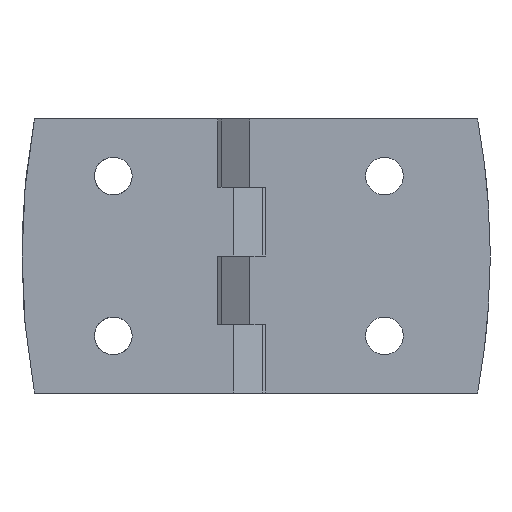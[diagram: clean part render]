
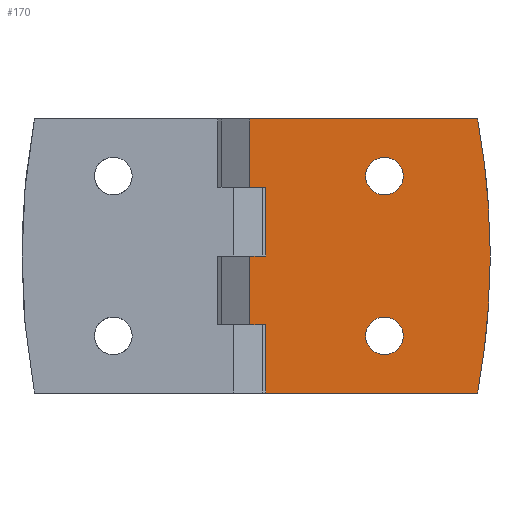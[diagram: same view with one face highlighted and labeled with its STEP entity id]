
A CAD part, front view. The second image highlights one B-rep face of the part: STEP entity #170.
In plain terms, the highlighted planar face has unit normal (0, -1, 0).
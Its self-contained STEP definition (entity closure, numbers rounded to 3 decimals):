
#170 = ADVANCED_FACE( '', ( #336, #337, #338 ), #339, .F. );
#336 = FACE_BOUND( '', #526, .T. );
#337 = FACE_BOUND( '', #527, .T. );
#338 = FACE_OUTER_BOUND( '', #528, .T. );
#339 = PLANE( '', #529 );
#526 = EDGE_LOOP( '', ( #773 ) );
#527 = EDGE_LOOP( '', ( #774 ) );
#528 = EDGE_LOOP( '', ( #775, #776, #777, #778, #779, #780, #781, #782, #783, #784, #785, #786 ) );
#529 = AXIS2_PLACEMENT_3D( '', #787, #788, #789 );
#773 = ORIENTED_EDGE( '', *, *, #1133, .T. );
#774 = ORIENTED_EDGE( '', *, *, #1128, .T. );
#775 = ORIENTED_EDGE( '', *, *, #1134, .T. );
#776 = ORIENTED_EDGE( '', *, *, #1135, .T. );
#777 = ORIENTED_EDGE( '', *, *, #1136, .T. );
#778 = ORIENTED_EDGE( '', *, *, #1137, .T. );
#779 = ORIENTED_EDGE( '', *, *, #1138, .F. );
#780 = ORIENTED_EDGE( '', *, *, #1139, .T. );
#781 = ORIENTED_EDGE( '', *, *, #1116, .F. );
#782 = ORIENTED_EDGE( '', *, *, #1097, .T. );
#783 = ORIENTED_EDGE( '', *, *, #1106, .T. );
#784 = ORIENTED_EDGE( '', *, *, #1140, .F. );
#785 = ORIENTED_EDGE( '', *, *, #1141, .F. );
#786 = ORIENTED_EDGE( '', *, *, #1120, .T. );
#787 = CARTESIAN_POINT( '', ( 1.4, -9., 24. ) );
#788 = DIRECTION( '', ( 0., 1., 0. ) );
#789 = DIRECTION( '', ( 0., 0., 1. ) );
#1097 = EDGE_CURVE( '', #1285, #1283, #1286, .T. );
#1106 = EDGE_CURVE( '', #1283, #1297, #1299, .T. );
#1116 = EDGE_CURVE( '', #1285, #1310, #1315, .T. );
#1120 = EDGE_CURVE( '', #1322, #1320, #1323, .T. );
#1128 = EDGE_CURVE( '', #1335, #1335, #1336, .T. );
#1133 = EDGE_CURVE( '', #1343, #1343, #1344, .T. );
#1134 = EDGE_CURVE( '', #1320, #1345, #1346, .T. );
#1135 = EDGE_CURVE( '', #1345, #1347, #1348, .T. );
#1136 = EDGE_CURVE( '', #1347, #1349, #1350, .T. );
#1137 = EDGE_CURVE( '', #1349, #1351, #1352, .F. );
#1138 = EDGE_CURVE( '', #1353, #1351, #1354, .T. );
#1139 = EDGE_CURVE( '', #1353, #1310, #1355, .F. );
#1140 = EDGE_CURVE( '', #1356, #1297, #1357, .T. );
#1141 = EDGE_CURVE( '', #1322, #1356, #1358, .T. );
#1283 = VERTEX_POINT( '', #1626 );
#1285 = VERTEX_POINT( '', #1629 );
#1286 = LINE( '', #1630, #1631 );
#1297 = VERTEX_POINT( '', #1643 );
#1299 = LINE( '', #1646, #1647 );
#1310 = VERTEX_POINT( '', #1741 );
#1315 = LINE( '', #1747, #1748 );
#1320 = VERTEX_POINT( '', #1754 );
#1322 = VERTEX_POINT( '', #1757 );
#1323 = LINE( '', #1758, #1759 );
#1335 = VERTEX_POINT( '', #1776 );
#1336 = CIRCLE( '', #1777, 3.3 );
#1343 = VERTEX_POINT( '', #1784 );
#1344 = CIRCLE( '', #1785, 3.3 );
#1345 = VERTEX_POINT( '', #1786 );
#1346 = LINE( '', #1787, #1788 );
#1347 = VERTEX_POINT( '', #1789 );
#1348 = LINE( '', #1790, #1791 );
#1349 = VERTEX_POINT( '', #1792 );
#1350 = LINE( '', #1793, #1794 );
#1351 = VERTEX_POINT( '', #1795 );
#1352 = CIRCLE( '', #1796, 133.512 );
#1353 = VERTEX_POINT( '', #1797 );
#1354 = LINE( '', #1798, #1799 );
#1355 = CIRCLE( '', #1800, 133.512 );
#1356 = VERTEX_POINT( '', #1801 );
#1357 = LINE( '', #1802, #1803 );
#1358 = LINE( '', #1804, #1805 );
#1626 = CARTESIAN_POINT( '', ( 1.4, -9., 12. ) );
#1629 = CARTESIAN_POINT( '', ( 1.4, -9., 24. ) );
#1630 = CARTESIAN_POINT( '', ( 1.4, -9., 24. ) );
#1631 = VECTOR( '', #2158, 1000. );
#1643 = CARTESIAN_POINT( '', ( 4.2, -9., 12. ) );
#1646 = CARTESIAN_POINT( '', ( 1.4, -9., 12. ) );
#1647 = VECTOR( '', #2173, 1000. );
#1741 = CARTESIAN_POINT( '', ( 41.325, -9., 24. ) );
#1747 = CARTESIAN_POINT( '', ( 1.4, -9., 24. ) );
#1748 = VECTOR( '', #2187, 1000. );
#1754 = CARTESIAN_POINT( '', ( 1.4, -9., -12. ) );
#1757 = CARTESIAN_POINT( '', ( 1.4, -9., 0. ) );
#1758 = CARTESIAN_POINT( '', ( 1.4, -9., 24. ) );
#1759 = VECTOR( '', #2190, 1000. );
#1776 = CARTESIAN_POINT( '', ( 25., -9., 17.3 ) );
#1777 = AXIS2_PLACEMENT_3D( '', #2196, #2197, #2198 );
#1784 = CARTESIAN_POINT( '', ( 25., -9., -10.7 ) );
#1785 = AXIS2_PLACEMENT_3D( '', #2205, #2206, #2207 );
#1786 = CARTESIAN_POINT( '', ( 4.2, -9., -12. ) );
#1787 = CARTESIAN_POINT( '', ( 1.4, -9., -12. ) );
#1788 = VECTOR( '', #2208, 1000. );
#1789 = CARTESIAN_POINT( '', ( 4.2, -9., -24. ) );
#1790 = CARTESIAN_POINT( '', ( 4.2, -9., 24. ) );
#1791 = VECTOR( '', #2209, 1000. );
#1792 = CARTESIAN_POINT( '', ( 41.325, -9., -24. ) );
#1793 = CARTESIAN_POINT( '', ( 1.4, -9., -24. ) );
#1794 = VECTOR( '', #2210, 1000. );
#1795 = CARTESIAN_POINT( '', ( 43.49, -9., -1.634 ) );
#1796 = AXIS2_PLACEMENT_3D( '', #2211, #2212, #2213 );
#1797 = CARTESIAN_POINT( '', ( 43.49, -9., 1.634 ) );
#1798 = CARTESIAN_POINT( '', ( 43.49, -9., 24. ) );
#1799 = VECTOR( '', #2214, 1000. );
#1800 = AXIS2_PLACEMENT_3D( '', #2215, #2216, #2217 );
#1801 = CARTESIAN_POINT( '', ( 4.2, -9., 0. ) );
#1802 = CARTESIAN_POINT( '', ( 4.2, -9., 24. ) );
#1803 = VECTOR( '', #2218, 1000. );
#1804 = CARTESIAN_POINT( '', ( 1.4, -9., 0. ) );
#1805 = VECTOR( '', #2219, 1000. );
#2158 = DIRECTION( '', ( 0., 0., -1. ) );
#2173 = DIRECTION( '', ( 1., 0., 0. ) );
#2187 = DIRECTION( '', ( 1., 0., 0. ) );
#2190 = DIRECTION( '', ( 0., 0., -1. ) );
#2196 = CARTESIAN_POINT( '', ( 25., -9., 14. ) );
#2197 = DIRECTION( '', ( 0., 1., 0. ) );
#2198 = DIRECTION( '', ( 0., 0., 1. ) );
#2205 = CARTESIAN_POINT( '', ( 25., -9., -14. ) );
#2206 = DIRECTION( '', ( 0., 1., 0. ) );
#2207 = DIRECTION( '', ( 0., 0., 1. ) );
#2208 = DIRECTION( '', ( 1., 0., 0. ) );
#2209 = DIRECTION( '', ( 0., 0., -1. ) );
#2210 = DIRECTION( '', ( 1., 0., 0. ) );
#2211 = CARTESIAN_POINT( '', ( -90.012, -9., 0. ) );
#2212 = DIRECTION( '', ( 0., 1., 0. ) );
#2213 = DIRECTION( '', ( 0., 0., 1. ) );
#2214 = DIRECTION( '', ( 0., 0., -1. ) );
#2215 = CARTESIAN_POINT( '', ( -90.012, -9., 0. ) );
#2216 = DIRECTION( '', ( 0., 1., 0. ) );
#2217 = DIRECTION( '', ( 0., 0., 1. ) );
#2218 = DIRECTION( '', ( 0., 0., 1. ) );
#2219 = DIRECTION( '', ( 1., 0., 0. ) );
